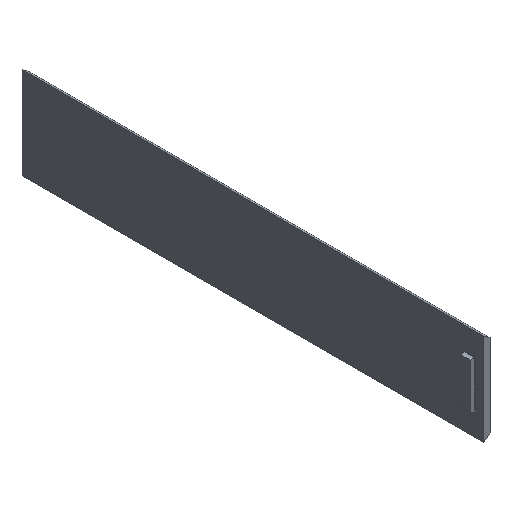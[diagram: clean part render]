
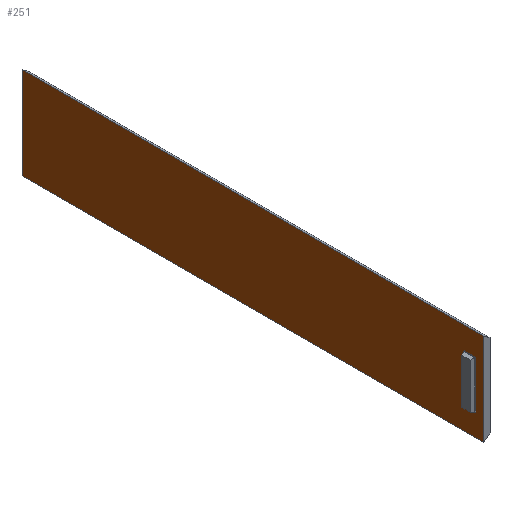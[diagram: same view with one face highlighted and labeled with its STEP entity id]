
A CAD part, isometric view. The second image highlights one B-rep face of the part: STEP entity #251.
In plain terms, the highlighted planar face has unit normal (-1, 0, 0).
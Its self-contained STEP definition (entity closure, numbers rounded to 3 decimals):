
#15=FACE_BOUND('',#41,.T.);
#25=FACE_OUTER_BOUND('',#40,.T.);
#40=EDGE_LOOP('',(#199,#200,#201,#202));
#41=EDGE_LOOP('',(#203,#204,#205,#206));
#60=LINE('',#379,#92);
#63=LINE('',#384,#95);
#65=LINE('',#389,#97);
#66=LINE('',#391,#98);
#67=LINE('',#395,#99);
#68=LINE('',#397,#100);
#69=LINE('',#399,#101);
#70=LINE('',#400,#102);
#92=VECTOR('',#311,10.);
#95=VECTOR('',#316,10.);
#97=VECTOR('',#322,10.);
#98=VECTOR('',#325,10.);
#99=VECTOR('',#328,10.);
#100=VECTOR('',#329,10.);
#101=VECTOR('',#330,10.);
#102=VECTOR('',#331,10.);
#119=VERTEX_POINT('',#376);
#120=VERTEX_POINT('',#378);
#121=VERTEX_POINT('',#382);
#122=VERTEX_POINT('',#387);
#123=VERTEX_POINT('',#393);
#124=VERTEX_POINT('',#394);
#125=VERTEX_POINT('',#396);
#126=VERTEX_POINT('',#398);
#144=EDGE_CURVE('',#120,#119,#60,.T.);
#147=EDGE_CURVE('',#119,#121,#63,.T.);
#149=EDGE_CURVE('',#121,#122,#65,.T.);
#150=EDGE_CURVE('',#122,#120,#66,.T.);
#151=EDGE_CURVE('',#123,#124,#67,.T.);
#152=EDGE_CURVE('',#123,#125,#68,.T.);
#153=EDGE_CURVE('',#126,#125,#69,.T.);
#154=EDGE_CURVE('',#124,#126,#70,.T.);
#199=ORIENTED_EDGE('',*,*,#151,.F.);
#200=ORIENTED_EDGE('',*,*,#152,.T.);
#201=ORIENTED_EDGE('',*,*,#153,.F.);
#202=ORIENTED_EDGE('',*,*,#154,.F.);
#203=ORIENTED_EDGE('',*,*,#144,.T.);
#204=ORIENTED_EDGE('',*,*,#147,.T.);
#205=ORIENTED_EDGE('',*,*,#149,.T.);
#206=ORIENTED_EDGE('',*,*,#150,.T.);
#236=PLANE('',#280);
#251=ADVANCED_FACE('',(#25,#15),#236,.T.);
#280=AXIS2_PLACEMENT_3D('',#392,#326,#327);
#311=DIRECTION('',(0.,0.,1.));
#316=DIRECTION('',(0.,-1.,0.));
#322=DIRECTION('',(0.,0.,-1.));
#325=DIRECTION('',(0.,1.,0.));
#326=DIRECTION('center_axis',(-1.,0.,0.));
#327=DIRECTION('ref_axis',(0.,0.,
1.));
#328=DIRECTION('',(0.,0.,-1.));
#329=DIRECTION('',(0.,1.,0.));
#330=DIRECTION('',(0.,0.,1.));
#331=DIRECTION('',(0.,1.,0.));
#376=CARTESIAN_POINT('',(24.765,-50.45,12.5));
#378=CARTESIAN_POINT('',(24.765,-50.45,4.));
#379=CARTESIAN_POINT('',(24.765,-50.45,6.25));
#382=CARTESIAN_POINT('',(24.765,-52.45,12.5));
#384=CARTESIAN_POINT('',(24.765,-53.15,12.5));
#387=CARTESIAN_POINT('',(24.765,-52.45,4.));
#389=CARTESIAN_POINT('',(24.765,-52.45,2.));
#391=CARTESIAN_POINT('',(24.765,-52.15,4.));
#392=CARTESIAN_POINT('Origin',(24.765,-53.85,0.));
#393=CARTESIAN_POINT('',(24.765,-53.85,16.5));
#394=CARTESIAN_POINT('',(24.765,-53.85,0.));
#395=CARTESIAN_POINT('',(24.765,-53.85,16.5));
#396=CARTESIAN_POINT('',(24.765,28.95,16.5));
#397=CARTESIAN_POINT('',(24.765,-53.85,16.5));
#398=CARTESIAN_POINT('',(24.765,28.95,0.));
#399=CARTESIAN_POINT('',(24.765,28.95,16.5));
#400=CARTESIAN_POINT('',(24.765,-53.85,0.));
